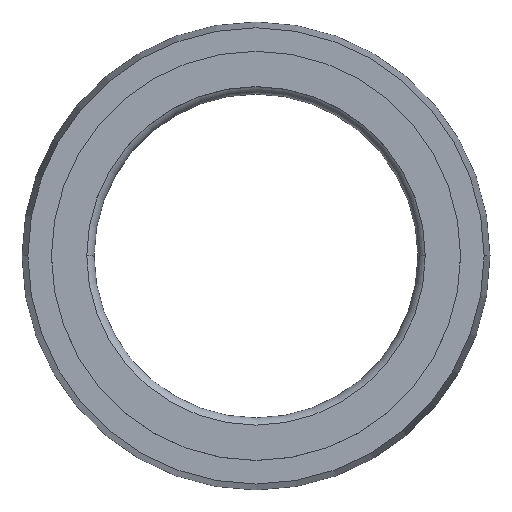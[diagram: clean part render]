
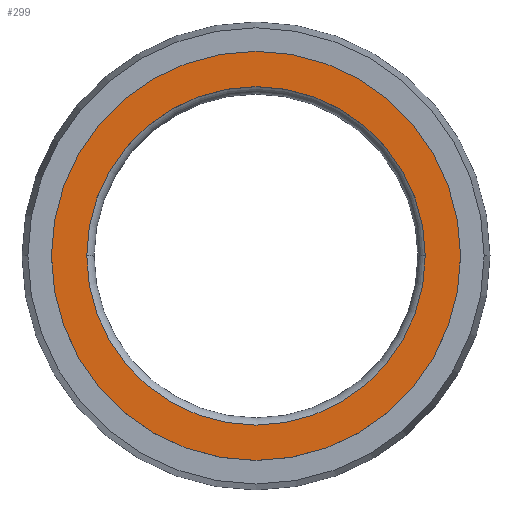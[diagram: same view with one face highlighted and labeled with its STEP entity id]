
A CAD part, top view. The second image highlights one B-rep face of the part: STEP entity #299.
In plain terms, the highlighted planar face has unit normal (0, 0, 1).
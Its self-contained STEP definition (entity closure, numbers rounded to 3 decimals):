
#12 = DIRECTION ( 'NONE',  ( 0., 0., -1. ) ) ;
#17 = EDGE_CURVE ( 'NONE', #172, #119, #133, .T. ) ;
#30 = CIRCLE ( 'NONE', #93, 6.95 ) ;
#42 = VERTEX_POINT ( 'NONE', #384 ) ;
#53 = DIRECTION ( 'NONE',  ( 0., 0., 1. ) ) ;
#66 = EDGE_CURVE ( 'NONE', #42, #635, #30, .T. ) ;
#70 = CIRCLE ( 'NONE', #399, 5.75 ) ;
#72 = FACE_OUTER_BOUND ( 'NONE', #521, .T. ) ;
#82 = CIRCLE ( 'NONE', #234, 6.95 ) ;
#93 = AXIS2_PLACEMENT_3D ( 'NONE', #533, #223, #482 ) ;
#119 = VERTEX_POINT ( 'NONE', #632 ) ;
#120 = AXIS2_PLACEMENT_3D ( 'NONE', #193, #12, #549 ) ;
#124 = DIRECTION ( 'NONE',  ( 1., 0., 0. ) ) ;
#133 = CIRCLE ( 'NONE', #518, 5.75 ) ;
#148 = DIRECTION ( 'NONE',  ( 1., 0., 0. ) ) ;
#172 = VERTEX_POINT ( 'NONE', #438 ) ;
#193 = CARTESIAN_POINT ( 'NONE',  ( 0., 0., 0. ) ) ;
#213 = CARTESIAN_POINT ( 'NONE',  ( 0., 0., 0. ) ) ;
#223 = DIRECTION ( 'NONE',  ( 0., 0., 1. ) ) ;
#234 = AXIS2_PLACEMENT_3D ( 'NONE', #244, #53, #148 ) ;
#244 = CARTESIAN_POINT ( 'NONE',  ( 0., 0., 0. ) ) ;
#299 = ADVANCED_FACE ( 'NONE', ( #343, #72 ), #597, .F. ) ;
#302 = ORIENTED_EDGE ( 'NONE', *, *, #418, .F. ) ;
#343 = FACE_BOUND ( 'NONE', #477, .T. ) ;
#361 = ORIENTED_EDGE ( 'NONE', *, *, #66, .T. ) ;
#384 = CARTESIAN_POINT ( 'NONE',  ( -6.95, 0., 0. ) ) ;
#399 = AXIS2_PLACEMENT_3D ( 'NONE', #606, #454, #416 ) ;
#408 = ORIENTED_EDGE ( 'NONE', *, *, #17, .F. ) ;
#416 = DIRECTION ( 'NONE',  ( 1., 0., 0. ) ) ;
#418 = EDGE_CURVE ( 'NONE', #119, #172, #70, .T. ) ;
#436 = ORIENTED_EDGE ( 'NONE', *, *, #578, .T. ) ;
#438 = CARTESIAN_POINT ( 'NONE',  ( 5.75, 0., 0. ) ) ;
#454 = DIRECTION ( 'NONE',  ( 0., 0., 1. ) ) ;
#477 = EDGE_LOOP ( 'NONE', ( #408, #302 ) ) ;
#482 = DIRECTION ( 'NONE',  ( 1., 0., 0. ) ) ;
#518 = AXIS2_PLACEMENT_3D ( 'NONE', #213, #564, #124 ) ;
#521 = EDGE_LOOP ( 'NONE', ( #436, #361 ) ) ;
#533 = CARTESIAN_POINT ( 'NONE',  ( 0., 0., 0. ) ) ;
#549 = DIRECTION ( 'NONE',  ( -1., 0., 0. ) ) ;
#564 = DIRECTION ( 'NONE',  ( 0., 0., 1. ) ) ;
#578 = EDGE_CURVE ( 'NONE', #635, #42, #82, .T. ) ;
#597 = PLANE ( 'NONE',  #120 ) ;
#606 = CARTESIAN_POINT ( 'NONE',  ( 0., 0., 0. ) ) ;
#632 = CARTESIAN_POINT ( 'NONE',  ( -5.75, 0., 0. ) ) ;
#635 = VERTEX_POINT ( 'NONE', #643 ) ;
#643 = CARTESIAN_POINT ( 'NONE',  ( 6.95, 0., 0. ) ) ;
